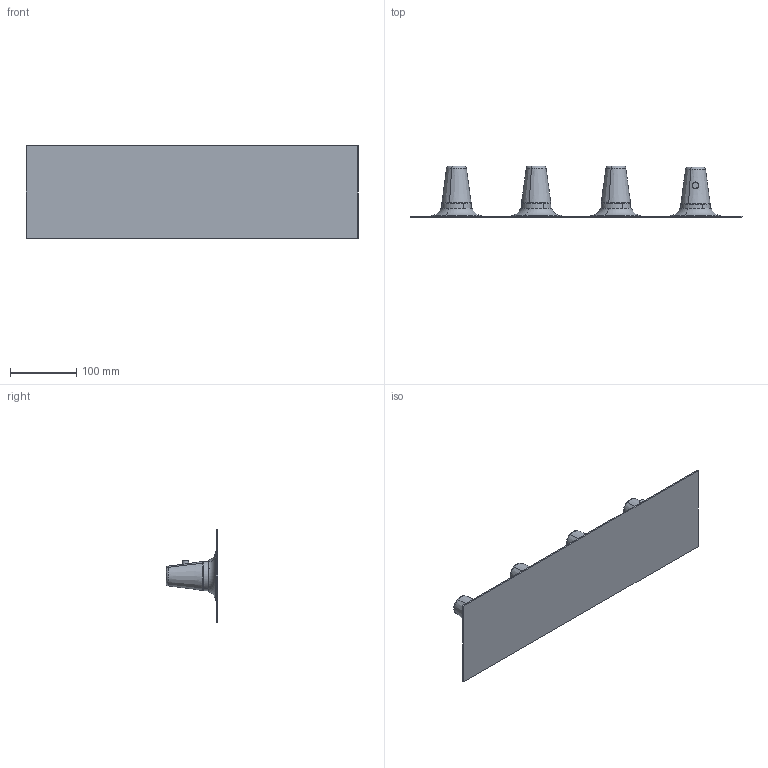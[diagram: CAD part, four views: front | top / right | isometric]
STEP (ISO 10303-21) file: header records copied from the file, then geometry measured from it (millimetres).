
FILE_DESCRIPTION(('CATIA V5 STEP Exchange'),'2;1');
FILE_NAME('VI 01R30 0 ThermoInc. orizz. 3 usc. - collettore.stp','2018-11-20T09:30:47+00:00',('none'),('none'),'Version 5-6 Release 2013','CATIA V5 STEP AP203','none');
FILE_SCHEMA(('CONFIG_CONTROL_DESIGN'));
Length unit declared in the file: millimetre
Products named in the file (1): VI 01R30 0
Bounding box: 500 x 77.65 x 140 mm (x, y, z)
Volume: 546141.4 mm3; surface area: 191269.1 mm2
Topology: 1 solids, 5 shells, 178 faces, 378 edges, 224 vertices
Faces by surface type: torus 66, cone 53, cylinder 32, plane 27
Entity records: 4471 total; most frequent: CARTESIAN_POINT 821, ORIENTED_EDGE 756, DIRECTION 640, AXIS2_PLACEMENT_3D 411, EDGE_CURVE 378, CIRCLE 276, VERTEX_POINT 224, EDGE_LOOP 200
